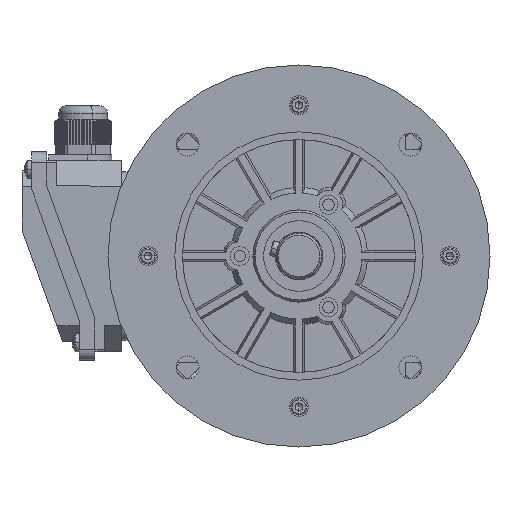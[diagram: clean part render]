
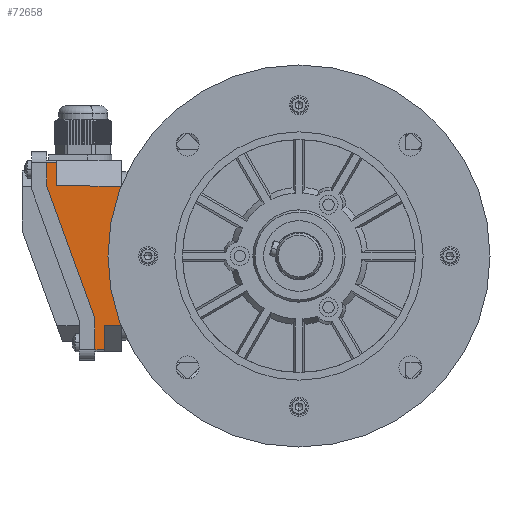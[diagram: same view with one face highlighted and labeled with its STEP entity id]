
A CAD part, left-side view. The second image highlights one B-rep face of the part: STEP entity #72658.
In plain terms, the highlighted face is planar.
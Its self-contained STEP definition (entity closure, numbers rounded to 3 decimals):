
#13804 = VECTOR ( 'NONE', #14083, 1000. ) ;
#14076 = CARTESIAN_POINT ( 'NONE',  ( -50., -4., 50. ) ) ;
#14083 = DIRECTION ( 'NONE',  ( 1., 0., 0. ) ) ;
#27061 = CARTESIAN_POINT ( 'NONE',  ( -36.243, -21., 50. ) ) ;
#27064 = DIRECTION ( 'NONE',  ( 1., 0., 0. ) ) ;
#27065 = VECTOR ( 'NONE', #27064, 1000. ) ;
#27067 = CARTESIAN_POINT ( 'NONE',  ( -50., -21., 50. ) ) ;
#27069 = LINE ( 'NONE', #27067, #27065 ) ;
#27074 = CARTESIAN_POINT ( 'NONE',  ( 36.243, -21., 50. ) ) ;
#27205 = CARTESIAN_POINT ( 'NONE',  ( 49., 21., 50. ) ) ;
#27208 = DIRECTION ( 'NONE',  ( -1., 0., 0. ) ) ;
#27209 = VECTOR ( 'NONE', #27208, 1000. ) ;
#27211 = CARTESIAN_POINT ( 'NONE',  ( -50., 21., 50. ) ) ;
#27213 = LINE ( 'NONE', #27211, #27209 ) ;
#27218 = CARTESIAN_POINT ( 'NONE',  ( 35.8, 21., 50. ) ) ;
#27377 = LINE ( 'NONE', #14076, #13804 ) ;
#27467 = DIRECTION ( 'NONE',  ( 0.025, -1., 0. ) ) ;
#27468 = VECTOR ( 'NONE', #27467, 1000. ) ;
#27470 = CARTESIAN_POINT ( 'NONE',  ( -37.226, 18.847, 50. ) ) ;
#27472 = LINE ( 'NONE', #27470, #27468 ) ;
#27477 = CARTESIAN_POINT ( 'NONE',  ( -36.465, -12., 50. ) ) ;
#27479 = DIRECTION ( 'NONE',  ( -1., 0., 0. ) ) ;
#27481 = VECTOR ( 'NONE', #27479, 1000. ) ;
#27483 = CARTESIAN_POINT ( 'NONE',  ( -50., -12., 50. ) ) ;
#27485 = LINE ( 'NONE', #27483, #27481 ) ;
#27489 = CARTESIAN_POINT ( 'NONE',  ( -49., -12., 50. ) ) ;
#27504 = DIRECTION ( 'NONE',  ( 0., -1., 0. ) ) ;
#27506 = VECTOR ( 'NONE', #27504, 1000. ) ;
#27508 = CARTESIAN_POINT ( 'NONE',  ( -49., -12., 50. ) ) ;
#27509 = LINE ( 'NONE', #27508, #27506 ) ;
#27515 = CARTESIAN_POINT ( 'NONE',  ( -33., -4., 50. ) ) ;
#27517 = CARTESIAN_POINT ( 'NONE',  ( -49., -4., 50. ) ) ;
#27524 = DIRECTION ( 'NONE',  ( -1., 0., 0. ) ) ;
#27525 = DIRECTION ( 'NONE',  ( 0., 0., -1. ) ) ;
#27526 = CARTESIAN_POINT ( 'NONE',  ( 50., 21., 50. ) ) ;
#27528 = AXIS2_PLACEMENT_3D ( 'NONE', #27526, #27525, #27524 ) ;
#27530 = PLANE ( 'NONE',  #27528 ) ;
#27534 = FACE_OUTER_BOUND ( 'NONE', #72660, .T. ) ;
#27891 = DIRECTION ( 'NONE',  ( 0., 1., 0. ) ) ;
#27892 = VECTOR ( 'NONE', #27891, 1000. ) ;
#27894 = CARTESIAN_POINT ( 'NONE',  ( 49., 21., 50. ) ) ;
#27896 = LINE ( 'NONE', #27894, #27892 ) ;
#27901 = CARTESIAN_POINT ( 'NONE',  ( 49., 13., 50. ) ) ;
#27904 = DIRECTION ( 'NONE',  ( -1., 0., 0. ) ) ;
#27905 = VECTOR ( 'NONE', #27904, 1000. ) ;
#27907 = CARTESIAN_POINT ( 'NONE',  ( 36.243, 13., 50. ) ) ;
#27908 = LINE ( 'NONE', #27907, #27905 ) ;
#27913 = CARTESIAN_POINT ( 'NONE',  ( 37.082, 13., 50. ) ) ;
#27914 = DIRECTION ( 'NONE',  ( -0.025, -1., 0. ) ) ;
#27916 = VECTOR ( 'NONE', #27914, 1000. ) ;
#27917 = CARTESIAN_POINT ( 'NONE',  ( 36.243, -21., 50. ) ) ;
#27919 = LINE ( 'NONE', #27917, #27916 ) ;
#28008 = DIRECTION ( 'NONE',  ( 0.94, 0.342, 0. ) ) ;
#28010 = VECTOR ( 'NONE', #28008, 1000. ) ;
#28012 = CARTESIAN_POINT ( 'NONE',  ( 35.8, 21., 50. ) ) ;
#28021 = LINE ( 'NONE', #28012, #28010 ) ;
#72500 = VERTEX_POINT ( 'NONE', #27074 ) ;
#72504 = EDGE_CURVE ( 'NONE', #72505, #72500, #27069, .T. ) ;
#72505 = VERTEX_POINT ( 'NONE', #27061 ) ;
#72540 = VERTEX_POINT ( 'NONE', #27218 ) ;
#72542 = EDGE_CURVE ( 'NONE', #72545, #72540, #27213, .T. ) ;
#72545 = VERTEX_POINT ( 'NONE', #27205 ) ;
#72612 = EDGE_CURVE ( 'NONE', #72614, #72616, #27377, .T. ) ;
#72614 = VERTEX_POINT ( 'NONE', #27517 ) ;
#72616 = VERTEX_POINT ( 'NONE', #27515 ) ;
#72618 = ORIENTED_EDGE ( 'NONE', *, *, #72619, .T. ) ;
#72619 = EDGE_CURVE ( 'NONE', #72614, #72621, #27509, .T. ) ;
#72621 = VERTEX_POINT ( 'NONE', #27489 ) ;
#72622 = ORIENTED_EDGE ( 'NONE', *, *, #72624, .F. ) ;
#72624 = EDGE_CURVE ( 'NONE', #72627, #72621, #27485, .T. ) ;
#72627 = VERTEX_POINT ( 'NONE', #27477 ) ;
#72629 = ORIENTED_EDGE ( 'NONE', *, *, #72631, .T. ) ;
#72631 = EDGE_CURVE ( 'NONE', #72627, #72505, #27472, .T. ) ;
#72633 = ORIENTED_EDGE ( 'NONE', *, *, #72504, .T. ) ;
#72635 = ORIENTED_EDGE ( 'NONE', *, *, #72749, .F. ) ;
#72658 = ADVANCED_FACE ( 'NONE', ( #27534 ), #27530, .F. ) ;
#72660 = EDGE_LOOP ( 'NONE', ( #72777, #72618, #72622, #72629, #72633, #72635, #72752, #72758, #72761, #72762 ) ) ;
#72749 = EDGE_CURVE ( 'NONE', #72750, #72500, #27919, .T. ) ;
#72750 = VERTEX_POINT ( 'NONE', #27913 ) ;
#72752 = ORIENTED_EDGE ( 'NONE', *, *, #72754, .F. ) ;
#72754 = EDGE_CURVE ( 'NONE', #72756, #72750, #27908, .T. ) ;
#72756 = VERTEX_POINT ( 'NONE', #27901 ) ;
#72758 = ORIENTED_EDGE ( 'NONE', *, *, #72759, .T. ) ;
#72759 = EDGE_CURVE ( 'NONE', #72756, #72545, #27896, .T. ) ;
#72761 = ORIENTED_EDGE ( 'NONE', *, *, #72542, .T. ) ;
#72762 = ORIENTED_EDGE ( 'NONE', *, *, #72764, .F. ) ;
#72764 = EDGE_CURVE ( 'NONE', #72616, #72540, #28021, .T. ) ;
#72777 = ORIENTED_EDGE ( 'NONE', *, *, #72612, .F. ) ;
